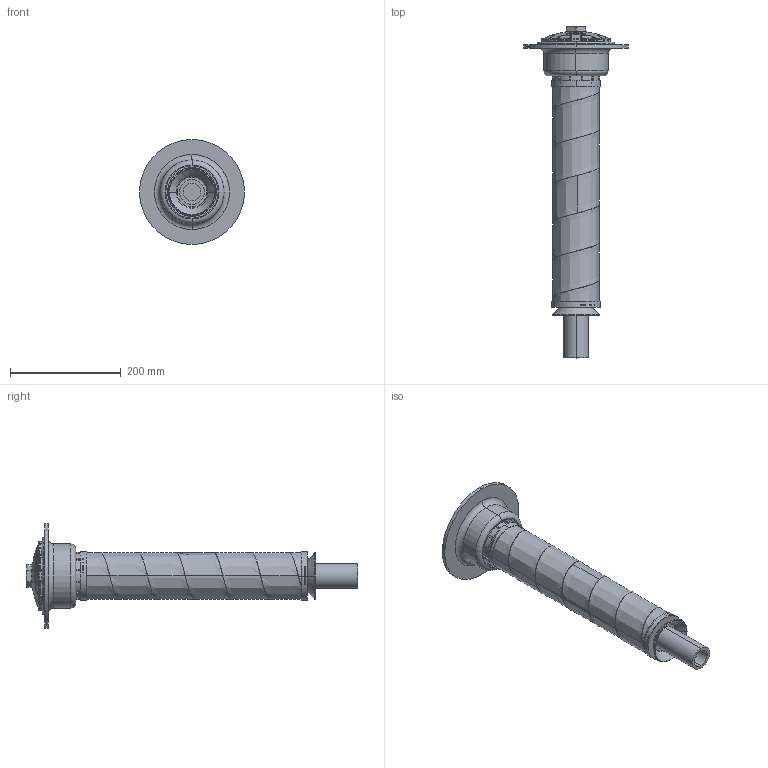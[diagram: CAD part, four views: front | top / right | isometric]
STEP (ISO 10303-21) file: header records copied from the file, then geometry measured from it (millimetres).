
FILE_DESCRIPTION((''),'2;1');
FILE_NAME('1000141817','2025-06-25T10:39:56',('g.topp'),(''),'CREO PARAMETRIC BY PTC INC, 2024344','CREO PARAMETRIC BY PTC INC, 2024344','');
FILE_SCHEMA(('AUTOMOTIVE_DESIGN { 1 0 10303 214 1 1 1 1 }'));
Products named in the file (1): 1000141817
Bounding box: 190 x 600.84 x 190 mm (x, y, z)
Volume: 3366461.8 mm3; surface area: 241781.6 mm2
Topology: 1 solids, 1 shells, 911 faces, 2318 edges, 1449 vertices
Faces by surface type: plane 332, bspline 226, cylinder 106, torus 82, cone 70, sphere 48, extrusion 47
Entity records: 50646 total; most frequent: CARTESIAN_POINT 23024, ORIENTED_EDGE 4632, DIRECTION 3993, PRESENTATION_STYLE_ASSIGNMENT 2317, STYLED_ITEM 2317, CURVE_STYLE 2316, EDGE_CURVE 2316, AXIS2_PLACEMENT_3D 1704
